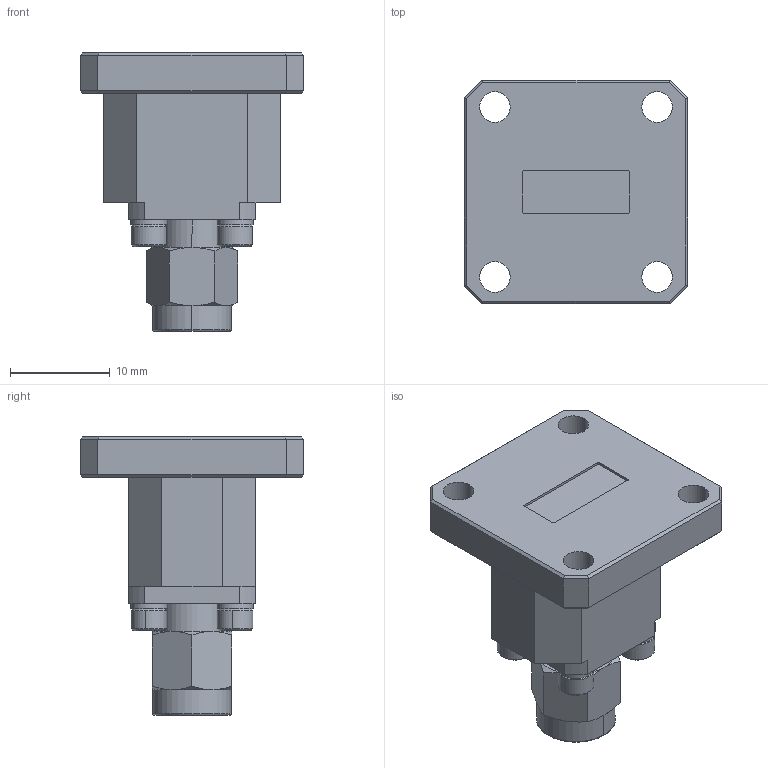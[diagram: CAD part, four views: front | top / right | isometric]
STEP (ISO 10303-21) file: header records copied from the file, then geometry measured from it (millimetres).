
FILE_DESCRIPTION (( 'STEP AP203' ), '1' );
FILE_NAME ('WC-KE-U220, Male.STEP', '2025-01-17T01:32:23', ( '' ), ( '' ), 'SwSTEP 2.0', 'SolidWorks 2021', '' );
FILE_SCHEMA (( 'CONFIG_CONTROL_DESIGN' ));
Length unit declared in the file: inch
Products named in the file (1): WC-KE-U220, Male
Bounding box: 22.41 x 22.41 x 27.86 mm (x, y, z)
Volume: 4940.3 mm3; surface area: 2760.7 mm2
Topology: 9 solids, 9 shells, 227 faces, 478 edges, 286 vertices
Faces by surface type: plane 113, cone 56, cylinder 54, torus 4
Entity records: 6205 total; most frequent: CARTESIAN_POINT 1244, DIRECTION 1052, ORIENTED_EDGE 956, EDGE_CURVE 478, AXIS2_PLACEMENT_3D 398, VERTEX_POINT 286, VECTOR 256, LINE 256
